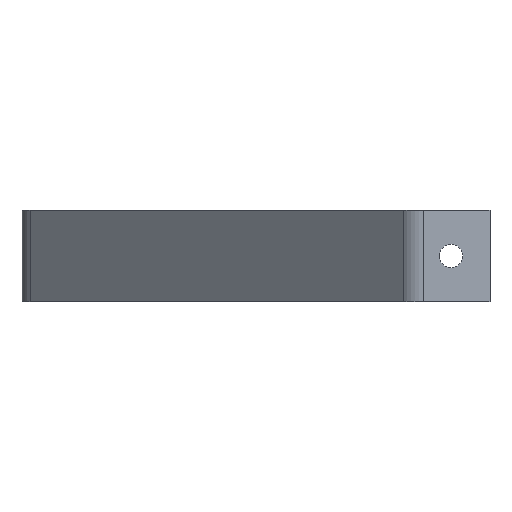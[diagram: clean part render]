
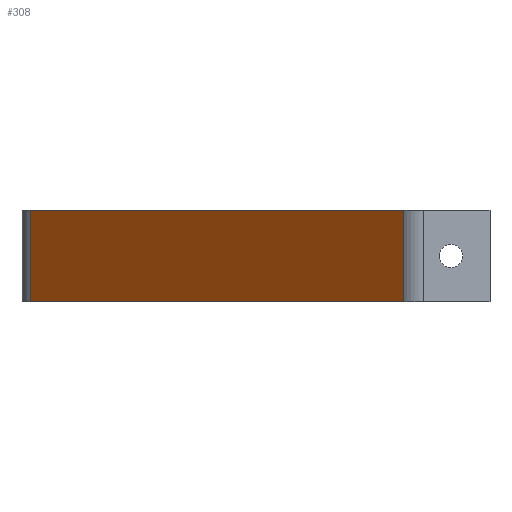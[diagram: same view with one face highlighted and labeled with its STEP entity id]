
A CAD part, front view. The second image highlights one B-rep face of the part: STEP entity #308.
In plain terms, the highlighted planar face has unit normal (-0.707, -0.707, 0).
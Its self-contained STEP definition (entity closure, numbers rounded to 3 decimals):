
#24=PLANE('',#359);
#40=FACE_OUTER_BOUND('',#59,.T.);
#59=EDGE_LOOP('',(#262,#263,#264,#265));
#66=LINE('',#461,#96);
#70=LINE('',#472,#100);
#77=LINE('',#492,#107);
#90=LINE('',#529,#120);
#96=VECTOR('',#373,35.);
#100=VECTOR('',#383,203.019);
#107=VECTOR('',#398,35.);
#120=VECTOR('',#439,203.019);
#137=VERTEX_POINT('',#454);
#140=VERTEX_POINT('',#459);
#144=VERTEX_POINT('',#471);
#153=VERTEX_POINT('',#491);
#168=EDGE_CURVE('',#140,#137,#66,.T.);
#173=EDGE_CURVE('',#144,#137,#70,.T.);
#183=EDGE_CURVE('',#144,#153,#77,.T.);
#202=EDGE_CURVE('',#153,#140,#90,.T.);
#262=ORIENTED_EDGE('',*,*,#168,.F.);
#263=ORIENTED_EDGE('',*,*,#202,.F.);
#264=ORIENTED_EDGE('',*,*,#183,.F.);
#265=ORIENTED_EDGE('',*,*,#173,.T.);
#308=ADVANCED_FACE('',(#40),#24,.T.);
#359=AXIS2_PLACEMENT_3D('',#528,#437,#438);
#373=DIRECTION('',(0.,0.,1.));
#383=DIRECTION('',(-0.707,0.707,0.));
#398=DIRECTION('',(0.,0.,-1.));
#437=DIRECTION('center_axis',(-0.707,-0.707,0.));
#438=DIRECTION('ref_axis',(0.,0.,1.));
#439=DIRECTION('',(-0.707,0.707,0.));
#454=CARTESIAN_POINT('',(-176.778,146.778,35.));
#459=CARTESIAN_POINT('',(-176.778,146.778,0.));
#461=CARTESIAN_POINT('',(-176.778,146.778,0.));
#471=CARTESIAN_POINT('',(-33.222,3.222,35.));
#472=CARTESIAN_POINT('',(-33.222,3.222,35.));
#491=CARTESIAN_POINT('',(-33.222,3.222,0.));
#492=CARTESIAN_POINT('',(-33.222,3.222,35.));
#528=CARTESIAN_POINT('Origin',(-30.,0.,0.));
#529=CARTESIAN_POINT('',(-33.222,3.222,0.));
